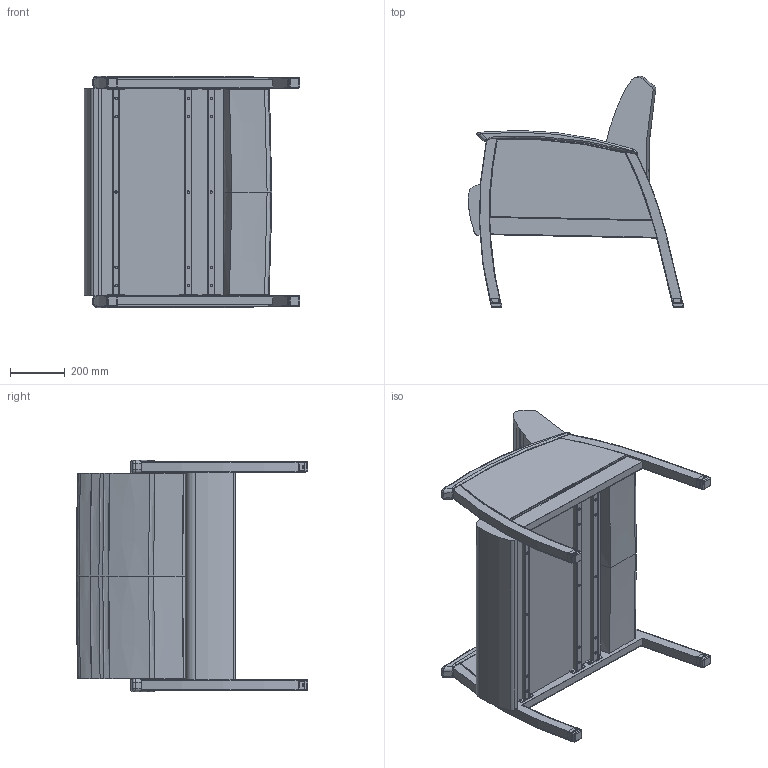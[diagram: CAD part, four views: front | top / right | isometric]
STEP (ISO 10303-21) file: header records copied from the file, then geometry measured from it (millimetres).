
FILE_DESCRIPTION(/* description */ (''),/* implementation_level */ '2;1');
FILE_NAME(/* name */ 'KOL10BPW.stp',/* time_stamp */ '2016-03-28T10:11:11-04:00',/* author */ ('emerkel'),/* organization */ (''),/* preprocessor_version */ 'ST-DEVELOPER v16.1',/* originating_system */ 'Autodesk Inventor 2016',/* authorisation */ '');
FILE_SCHEMA (('AUTOMOTIVE_DESIGN { 1 0 10303 214 3 1 1 }'));
Length unit declared in the file: inch
Products named in the file (13): KOL10B NEW BACK; KOL10B NEW SEAT; TUBE1.5X30; STUBE PLT; STUBE1.5X30; KOL ARMR-1 BOTTOM; KOL ARMR-1 TOP; KOL ARMR-1; KOL ARML-1; LEG CAP KOL; EV7000 MAC BLK; UPANEL KOL10; KOL10BPW
Assembly tree (20 placements, depth 3):
  KOL10BPW
    KOL10B NEW BACK
    KOL10B NEW SEAT
    STUBE1.5X30  x3
      TUBE1.5X30
      STUBE PLT
    KOL ARMR-1
      KOL ARMR-1 BOTTOM
      KOL ARMR-1 TOP
    KOL ARML-1
    LEG CAP KOL  x4
    EV7000 MAC BLK  x2
    UPANEL KOL10  x2
Bounding box: 788.96 x 847.33 x 847.73 mm (x, y, z)
Volume: 129953813.3 mm3; surface area: 5003548.6 mm2
Topology: 23 solids, 23 shells, 717 faces, 1888 edges, 1219 vertices
Faces by surface type: cylinder 301, plane 292, bspline 76, torus 32, sphere 16
Full cylindrical faces by diameter (mm): 6.35 x30, 7.137 x24, 8.738 x30
Entity records: 13671 total; most frequent: CARTESIAN_POINT 4753, ORIENTED_EDGE 1752, DIRECTION 1709, EDGE_CURVE 876, AXIS2_PLACEMENT_3D 664, VERTEX_POINT 596, EDGE_LOOP 508, LINE 381
